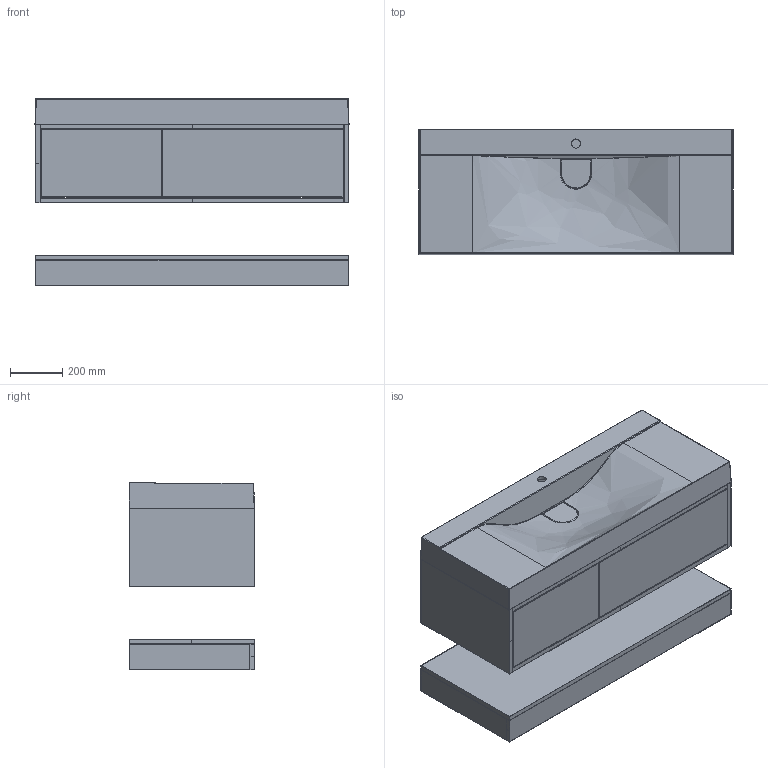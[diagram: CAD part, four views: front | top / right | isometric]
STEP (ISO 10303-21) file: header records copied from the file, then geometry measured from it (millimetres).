
FILE_DESCRIPTION(/* description */ (''),/* implementation_level */ '2;1');
FILE_NAME(/* name */ 'Fly 1200+ тумба.stp',/* time_stamp */ '2025-07-23T14:15:21+03:00',/* author */ ('ya'),/* organization */ (''),/* preprocessor_version */ 'ST-DEVELOPER v18.1',/* originating_system */ 'Autodesk Inventor 2022',/* authorisation */ '');
FILE_SCHEMA (('AUTOMOTIVE_DESIGN { 1 0 10303 214 3 1 1 }'));
Length unit declared in the file: millimetre
Products named in the file (3): Сборка2; Fly 1200; FLY 1200t
Assembly tree (2 placements, depth 2):
  Сборка2
    Fly 1200
    FLY 1200t
Bounding box: 1200 x 480 x 718 mm (x, y, z)
Volume: 63273840.6 mm3; surface area: 9312140.3 mm2
Topology: 46 solids, 46 shells, 474 faces, 1090 edges, 691 vertices
Faces by surface type: plane 379, cylinder 43, bspline 33, sphere 11, torus 7, cone 1
Full cylindrical faces by diameter (mm): 6 x4, 35 x1, 45 x1
Entity records: 30252 total; most frequent: CARTESIAN_POINT 19628, ORIENTED_EDGE 2176, DIRECTION 2006, EDGE_CURVE 1088, LINE 894, VECTOR 894, VERTEX_POINT 691, AXIS2_PLACEMENT_3D 556
